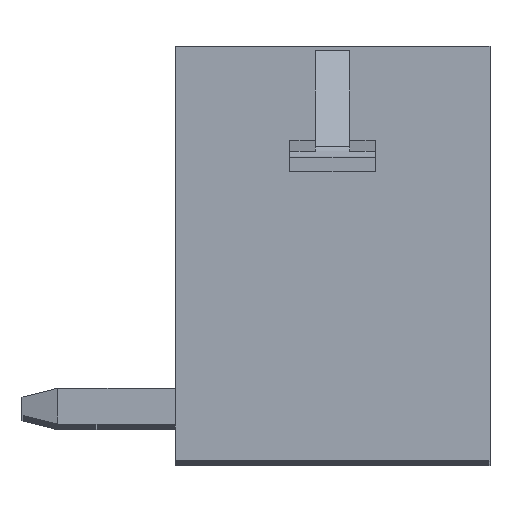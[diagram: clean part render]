
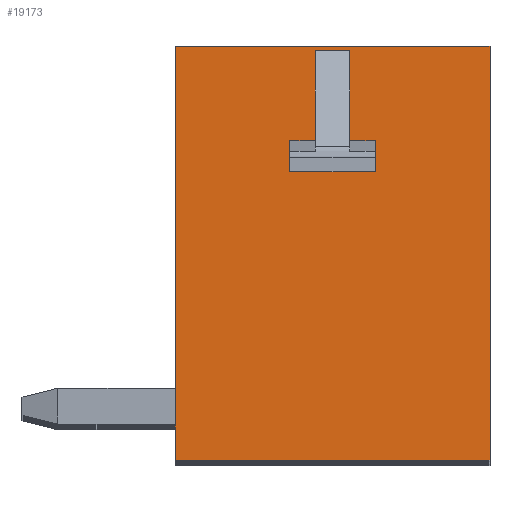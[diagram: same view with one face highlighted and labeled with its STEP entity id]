
A CAD part, top view. The second image highlights one B-rep face of the part: STEP entity #19173.
In plain terms, the highlighted planar face has unit normal (0, 0, 1).
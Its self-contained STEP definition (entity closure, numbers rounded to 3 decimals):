
#2981=DIRECTION('',(1.,0.,0.));
#2982=VECTOR('',#2981,7.);
#2983=CARTESIAN_POINT('',(-3.6,-3.853,0.));
#2984=LINE('',#2983,#2982);
#2985=DIRECTION('',(0.,-1.,0.));
#2986=VECTOR('',#2985,9.2);
#2987=CARTESIAN_POINT('',(-3.6,5.347,0.));
#2988=LINE('',#2987,#2986);
#2989=DIRECTION('',(-1.,0.,0.));
#2990=VECTOR('',#2989,7.);
#2991=CARTESIAN_POINT('',(3.4,5.347,0.));
#2992=LINE('',#2991,#2990);
#2993=DIRECTION('',(0.,1.,0.));
#2994=VECTOR('',#2993,9.2);
#2995=CARTESIAN_POINT('',(3.4,-3.853,0.));
#2996=LINE('',#2995,#2994);
#2997=DIRECTION('',(0.,1.,0.));
#2998=VECTOR('',#2997,0.495);
#2999=CARTESIAN_POINT('',(0.85,2.747,0.));
#3000=LINE('',#2999,#2998);
#3001=DIRECTION('',(-1.,0.,0.));
#3002=VECTOR('',#3001,0.76);
#3003=CARTESIAN_POINT('',(0.28,5.244,0.));
#3004=LINE('',#3003,#3002);
#3005=DIRECTION('',(1.,0.,0.));
#3006=VECTOR('',#3005,0.57);
#3007=CARTESIAN_POINT('',(-1.05,3.242,0.));
#3008=LINE('',#3007,#3006);
#3009=DIRECTION('',(0.,1.,0.));
#3010=VECTOR('',#3009,0.495);
#3011=CARTESIAN_POINT('',(-1.05,2.747,0.));
#3012=LINE('',#3011,#3010);
#3013=DIRECTION('',(-1.,0.,0.));
#3014=VECTOR('',#3013,1.9);
#3015=CARTESIAN_POINT('',(0.85,2.747,0.));
#3016=LINE('',#3015,#3014);
#3038=DIRECTION('',(-1.,0.,0.));
#3039=VECTOR('',#3038,0.57);
#3040=CARTESIAN_POINT('',(0.85,3.242,0.));
#3041=LINE('',#3040,#3039);
#3042=DIRECTION('',(0.,-1.,0.));
#3043=VECTOR('',#3042,2.002);
#3044=CARTESIAN_POINT('',(0.28,5.244,0.));
#3045=LINE('',#3044,#3043);
#3109=DIRECTION('',(0.,1.,0.));
#3110=VECTOR('',#3109,2.002);
#3111=CARTESIAN_POINT('',(-0.48,3.242,0.));
#3112=LINE('',#3111,#3110);
#12897=CARTESIAN_POINT('',(-3.6,-3.853,0.));
#12898=CARTESIAN_POINT('',(3.4,-3.853,0.));
#12899=VERTEX_POINT('',#12897);
#12900=VERTEX_POINT('',#12898);
#12901=CARTESIAN_POINT('',(3.4,5.347,0.));
#12902=VERTEX_POINT('',#12901);
#12903=CARTESIAN_POINT('',(-3.6,5.347,0.));
#12904=VERTEX_POINT('',#12903);
#13860=CARTESIAN_POINT('',(0.85,2.747,0.));
#13861=VERTEX_POINT('',#13860);
#13862=CARTESIAN_POINT('',(-1.05,2.747,0.));
#13863=VERTEX_POINT('',#13862);
#13865=CARTESIAN_POINT('',(-0.48,3.242,0.));
#13867=VERTEX_POINT('',#13865);
#13868=CARTESIAN_POINT('',(-0.48,5.244,0.));
#13869=VERTEX_POINT('',#13868);
#13870=CARTESIAN_POINT('',(-1.05,3.242,0.));
#13871=VERTEX_POINT('',#13870);
#13876=CARTESIAN_POINT('',(0.28,5.244,0.));
#13877=CARTESIAN_POINT('',(0.28,3.242,0.));
#13878=VERTEX_POINT('',#13876);
#13879=VERTEX_POINT('',#13877);
#13882=CARTESIAN_POINT('',(0.85,3.242,0.));
#13883=VERTEX_POINT('',#13882);
#19144=CARTESIAN_POINT('',(0.,0.,0.));
#19145=DIRECTION('',(0.,0.,1.));
#19146=DIRECTION('',(1.,0.,0.));
#19147=AXIS2_PLACEMENT_3D('',#19144,#19145,#19146);
#19148=PLANE('',#19147);
#19149=ORIENTED_EDGE('',*,*,#18694,.F.);
#19150=ORIENTED_EDGE('',*,*,#18306,.F.);
#19151=ORIENTED_EDGE('',*,*,#17154,.F.);
#19152=ORIENTED_EDGE('',*,*,#18792,.F.);
#19153=EDGE_LOOP('',(#19149,#19150,#19151,#19152));
#19154=FACE_OUTER_BOUND('',#19153,.F.);
#19156=ORIENTED_EDGE('',*,*,#19155,.T.);
#19158=ORIENTED_EDGE('',*,*,#19157,.T.);
#19160=ORIENTED_EDGE('',*,*,#19159,.F.);
#19162=ORIENTED_EDGE('',*,*,#19161,.T.);
#19164=ORIENTED_EDGE('',*,*,#19163,.F.);
#19166=ORIENTED_EDGE('',*,*,#19165,.F.);
#19168=ORIENTED_EDGE('',*,*,#19167,.F.);
#19170=ORIENTED_EDGE('',*,*,#19169,.F.);
#19171=EDGE_LOOP('',(#19156,#19158,#19160,#19162,#19164,#19166,#19168,#19170));
#19172=FACE_BOUND('',#19171,.F.);
#17154=EDGE_CURVE('',#12902,#12904,#2992,.T.);
#18306=EDGE_CURVE('',#12904,#12899,#2988,.T.);
#18694=EDGE_CURVE('',#12899,#12900,#2984,.T.);
#18792=EDGE_CURVE('',#12900,#12902,#2996,.T.);
#19155=EDGE_CURVE('',#13861,#13883,#3000,.T.);
#19157=EDGE_CURVE('',#13883,#13879,#3041,.T.);
#19159=EDGE_CURVE('',#13878,#13879,#3045,.T.);
#19161=EDGE_CURVE('',#13878,#13869,#3004,.T.);
#19163=EDGE_CURVE('',#13867,#13869,#3112,.T.);
#19165=EDGE_CURVE('',#13871,#13867,#3008,.T.);
#19167=EDGE_CURVE('',#13863,#13871,#3012,.T.);
#19169=EDGE_CURVE('',#13861,#13863,#3016,.T.);
#19173=ADVANCED_FACE('',(#19154,#19172),#19148,.T.);
